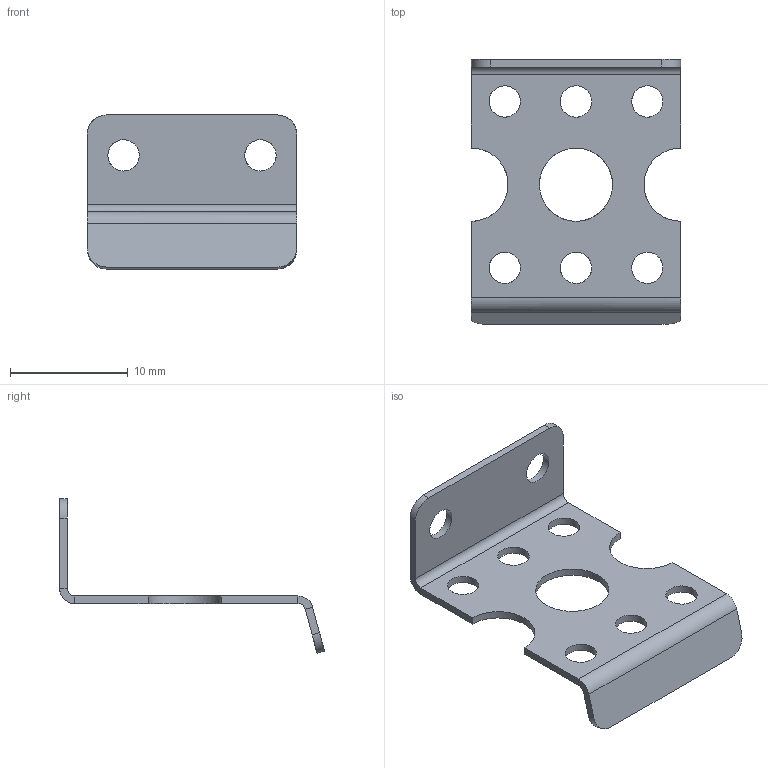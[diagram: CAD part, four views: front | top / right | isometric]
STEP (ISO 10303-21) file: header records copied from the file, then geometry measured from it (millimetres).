
FILE_DESCRIPTION(('FreeCAD Model'),'2;1');
FILE_NAME('Open CASCADE Shape Model','2025-05-02T21:41:00',('FreeCAD'),( 'FreeCAD'),'Open CASCADE STEP processor 7.6','FreeCAD','Unknown');
FILE_SCHEMA(('AUTOMOTIVE_DESIGN { 1 0 10303 214 1 1 1 1 }'));
Length unit declared in the file: millimetre
Products named in the file (1): Open CASCADE STEP translator 7.6 1
Bounding box: 17.74 x 22.45 x 13.06 mm (x, y, z)
Volume: 309.4 mm3; surface area: 1085 mm2
Topology: 1 solids, 1 shells, 39 faces, 95 edges, 58 vertices
Faces by surface type: bspline 39
Entity records: 1267 total; most frequent: CARTESIAN_POINT 677, ORIENTED_EDGE 190, EDGE_CURVE 95, VERTEX_POINT 58, FACE_BOUND 57, EDGE_LOOP 57, B_SPLINE_CURVE_WITH_KNOTS 57, ADVANCED_FACE 39
